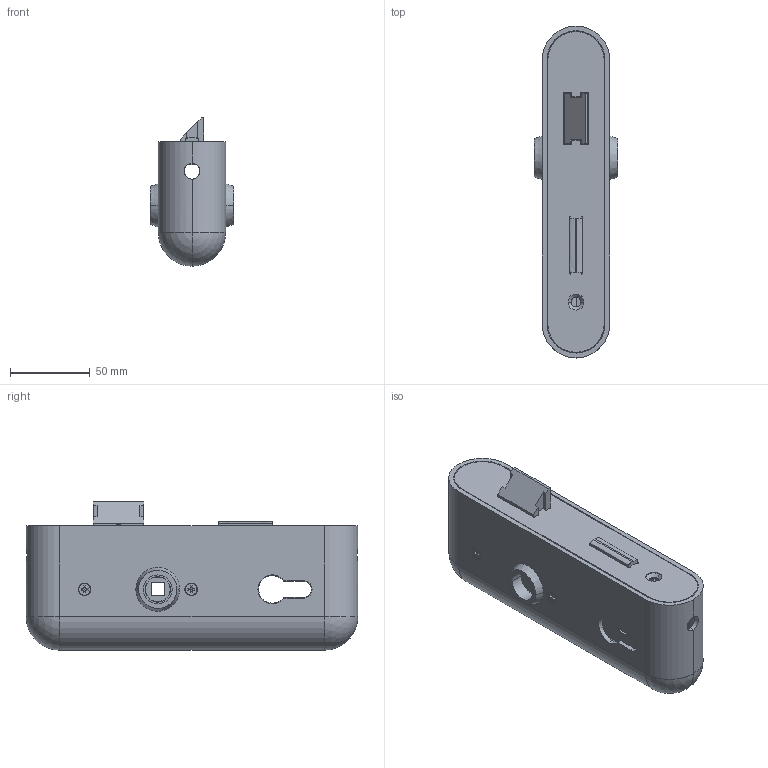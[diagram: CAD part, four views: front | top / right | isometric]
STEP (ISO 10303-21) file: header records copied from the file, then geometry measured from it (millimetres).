
FILE_DESCRIPTION (( 'STEP AP203' ), '1' );
FILE_NAME ('59103-240.step', '2020-12-03T15:34:48', ( '' ), ( '' ), 'SwSTEP 2.0', 'SolidWorks 2018', '' );
FILE_SCHEMA (( 'CONFIG_CONTROL_DESIGN' ));
Length unit declared in the file: millimetre
Products named in the file (20): Schlosskasten Teil6 Konfig_59100-240 Teil6; 59103-240; DIN 965_DIN 965 M4x10; Schlosskasten Teil3 Konfig; Schlosskasten Teil3 Konfig_59XXX-240 Teil3; Schlosskasten Teil4 Konfig; DIN 965; Schlosskasten Teil5 Konfig_59XXX-240 Teil5; Schlosskasten Teil6 Konfig; Schlosskasten Teil5 Konfig; Schlosskasten Teil2 Konfig; Schlosskasten Teil1 Konfig; Schlosskasten Teil1 Konfig_59103-240 Teil1; Schlosskasten Teil2 Konfig_59103-240 Teil2; Schlosskasten Teil4 Konfig_59XXX-240 Teil4
Assembly tree (12 placements, depth 2):
  59103-240
    Schlosskasten Teil2 Konfig
  Schlosskasten Teil3 Konfig
  Schlosskasten Teil4 Konfig
  DIN 965
  59103-240
    Schlosskasten Teil1 Konfig_59103-240 Teil1
    Schlosskasten Teil2 Konfig_59103-240 Teil2
    Schlosskasten Teil3 Konfig_59XXX-240 Teil3
    Schlosskasten Teil4 Konfig_59XXX-240 Teil4
    Schlosskasten Teil5 Konfig_59XXX-240 Teil5
    DIN 965_DIN 965 M4x10  x4
    Schlosskasten Teil6 Konfig_59100-240 Teil6  x2
Bounding box: 52.4 x 208.4 x 93.2 mm (x, y, z)
Volume: 173995 mm3; surface area: 137201.1 mm2
Topology: 15 solids, 15 shells, 593 faces, 1538 edges, 988 vertices
Faces by surface type: plane 263, cylinder 188, bspline 77, cone 57, sphere 8
Entity records: 21666 total; most frequent: CARTESIAN_POINT 7461, ORIENTED_EDGE 2648, DIRECTION 2402, EDGE_CURVE 1324, VERTEX_POINT 858, AXIS2_PLACEMENT_3D 824, LINE 754, VECTOR 754
